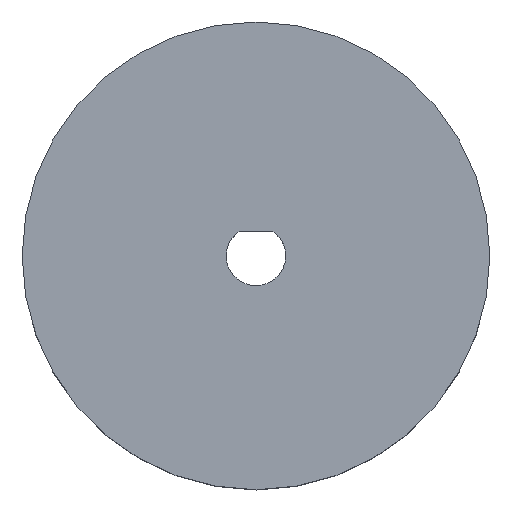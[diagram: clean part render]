
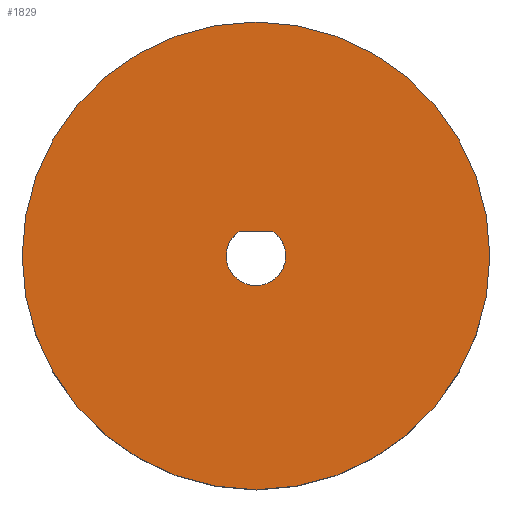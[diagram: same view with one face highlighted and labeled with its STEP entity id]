
A CAD part, top view. The second image highlights one B-rep face of the part: STEP entity #1829.
In plain terms, the highlighted planar face has unit normal (0, 0, 1).
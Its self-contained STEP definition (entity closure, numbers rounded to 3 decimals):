
#19=FACE_BOUND('',#596,.T.);
#24=PLANE('',#2040);
#162=LINE('',#3102,#345);
#345=VECTOR('',#2442,10.);
#492=FACE_OUTER_BOUND('',#595,.T.);
#595=EDGE_LOOP('',(#1457));
#596=EDGE_LOOP('',(#1458,#1459));
#784=CIRCLE('',#2039,20.);
#785=CIRCLE('',#2041,2.55);
#971=VERTEX_POINT('',#3095);
#972=VERTEX_POINT('',#3099);
#973=VERTEX_POINT('',#3100);
#1162=EDGE_CURVE('',#971,#971,#784,.T.);
#1164=EDGE_CURVE('',#972,#973,#785,.T.);
#1165=EDGE_CURVE('',#973,#972,#162,.T.);
#1457=ORIENTED_EDGE('',*,*,#1162,.T.);
#1458=ORIENTED_EDGE('',*,*,#1164,.T.);
#1459=ORIENTED_EDGE('',*,*,#1165,.T.);
#1829=ADVANCED_FACE('',(#492,#19),#24,.T.);
#2039=AXIS2_PLACEMENT_3D('',#3096,#2435,#2436);
#2040=AXIS2_PLACEMENT_3D('',#3098,#2438,#2439);
#2041=AXIS2_PLACEMENT_3D('',#3101,#2440,#2441);
#2435=DIRECTION('center_axis',(0.,0.,1.));
#2436=DIRECTION('ref_axis',(-1.,0.,0.));
#2438=DIRECTION('center_axis',(0.,0.,1.));
#2439=DIRECTION('ref_axis',(-1.,0.,0.));
#2440=DIRECTION('center_axis',(0.,0.,-1.));
#2441=DIRECTION('ref_axis',(-0.566,0.825,0.));
#2442=DIRECTION('',(1.,-0.002,0.));
#3095=CARTESIAN_POINT('',(20.,0.,12.));
#3096=CARTESIAN_POINT('Origin',(0.,0.,12.));
#3098=CARTESIAN_POINT('Origin',(0.,0.,12.));
#3099=CARTESIAN_POINT('',(1.45,2.097,12.));
#3100=CARTESIAN_POINT('',(-1.443,2.102,12.));
#3101=CARTESIAN_POINT('Origin',(0.,0.,12.));
#3102=CARTESIAN_POINT('',(-1.443,2.102,12.));
